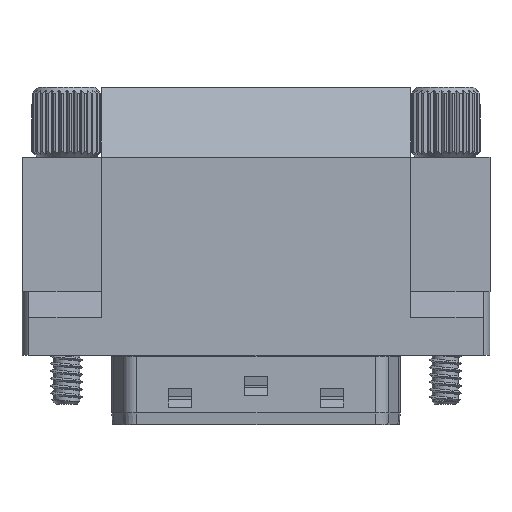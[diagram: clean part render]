
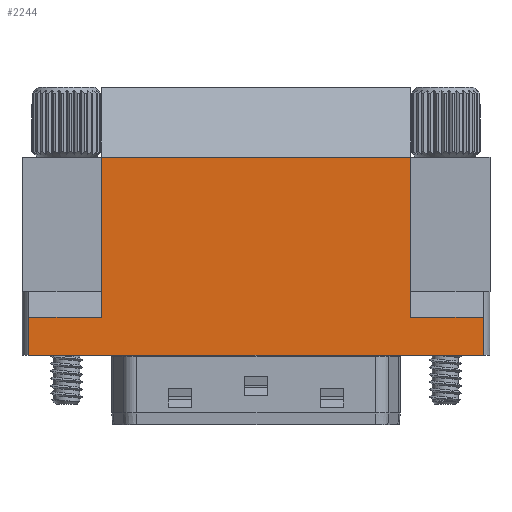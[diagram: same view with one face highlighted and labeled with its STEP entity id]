
A CAD part, front view. The second image highlights one B-rep face of the part: STEP entity #2244.
In plain terms, the highlighted planar face has unit normal (0, -1, 0).
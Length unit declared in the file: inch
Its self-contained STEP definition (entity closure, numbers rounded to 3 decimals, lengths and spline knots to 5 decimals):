
#193 = DIRECTION ( 'NONE',  ( 0., 0., 1. ) ) ;
#1109 = DIRECTION ( 'NONE',  ( 1., 0., 0. ) ) ;
#2244 = ADVANCED_FACE ( 'NONE', ( #48231 ), #52491, .F. ) ;
#2545 = DIRECTION ( 'NONE',  ( 1., 0., 0. ) ) ;
#7020 = VERTEX_POINT ( 'NONE', #65428 ) ;
#8935 = CARTESIAN_POINT ( 'NONE',  ( -0.52272, -0.30709, 0.12793 ) ) ;
#9129 = ORIENTED_EDGE ( 'NONE', *, *, #15774, .F. ) ;
#9289 = LINE ( 'NONE', #8935, #49935 ) ;
#9703 = ORIENTED_EDGE ( 'NONE', *, *, #11471, .F. ) ;
#10016 = EDGE_CURVE ( 'NONE', #60651, #24173, #47600, .T. ) ;
#11471 = EDGE_CURVE ( 'NONE', #24173, #34474, #34646, .T. ) ;
#13114 = VERTEX_POINT ( 'NONE', #56268 ) ;
#15528 = CARTESIAN_POINT ( 'NONE',  ( -0.52272, -0.30709, -0.25029 ) ) ;
#15774 = EDGE_CURVE ( 'NONE', #13114, #7020, #26066, .T. ) ;
#16130 = CARTESIAN_POINT ( 'NONE',  ( -0.76772, -0.30709, 0. ) ) ;
#17030 = DIRECTION ( 'NONE',  ( 0., 0., -1. ) ) ;
#19124 = DIRECTION ( 'NONE',  ( -1., 0., 0. ) ) ;
#19844 = VERTEX_POINT ( 'NONE', #23613 ) ;
#21124 = EDGE_LOOP ( 'NONE', ( #27004, #63988, #51454, #9703, #22251, #51902, #41939, #9129 ) ) ;
#21660 = CARTESIAN_POINT ( 'NONE',  ( 0.76772, -0.30709, 0.90551 ) ) ;
#21752 = EDGE_CURVE ( 'NONE', #65726, #7020, #22126, .T. ) ;
#22101 = CARTESIAN_POINT ( 'NONE',  ( 0.76772, -0.30709, 0.66951 ) ) ;
#22126 = LINE ( 'NONE', #22101, #53286 ) ;
#22251 = ORIENTED_EDGE ( 'NONE', *, *, #10016, .F. ) ;
#22684 = LINE ( 'NONE', #41213, #34642 ) ;
#23613 = CARTESIAN_POINT ( 'NONE',  ( -0.76772, -0.30709, 0.12793 ) ) ;
#24173 = VERTEX_POINT ( 'NONE', #50241 ) ;
#26066 = LINE ( 'NONE', #15528, #50864 ) ;
#26823 = VERTEX_POINT ( 'NONE', #16130 ) ;
#27004 = ORIENTED_EDGE ( 'NONE', *, *, #40614, .T. ) ;
#29274 = EDGE_CURVE ( 'NONE', #60651, #65726, #38301, .T. ) ;
#32835 = CARTESIAN_POINT ( 'NONE',  ( 0.76772, -0.30709, 0. ) ) ;
#33412 = EDGE_CURVE ( 'NONE', #19844, #26823, #22684, .T. ) ;
#34474 = VERTEX_POINT ( 'NONE', #32835 ) ;
#34642 = VECTOR ( 'NONE', #40757, 39.37008 ) ;
#34646 = LINE ( 'NONE', #63242, #59478 ) ;
#35389 = CARTESIAN_POINT ( 'NONE',  ( 0.52272, -0.30709, -0.25029 ) ) ;
#35810 = CARTESIAN_POINT ( 'NONE',  ( 0.52272, -0.30709, 0.66951 ) ) ;
#35911 = VECTOR ( 'NONE', #193, 39.37008 ) ;
#38301 = LINE ( 'NONE', #35389, #35911 ) ;
#40614 = EDGE_CURVE ( 'NONE', #13114, #19844, #9289, .T. ) ;
#40757 = DIRECTION ( 'NONE',  ( 0., 0., -1. ) ) ;
#41213 = CARTESIAN_POINT ( 'NONE',  ( -0.76772, -0.30709, 0.90551 ) ) ;
#41939 = ORIENTED_EDGE ( 'NONE', *, *, #21752, .T. ) ;
#41955 = DIRECTION ( 'NONE',  ( -1., 0., 0. ) ) ;
#42825 = DIRECTION ( 'NONE',  ( -1., 0., 0. ) ) ;
#46365 = CARTESIAN_POINT ( 'NONE',  ( 0.76772, -0.30709, 0. ) ) ;
#46433 = VECTOR ( 'NONE', #1109, 39.37008 ) ;
#47600 = LINE ( 'NONE', #53190, #58844 ) ;
#48231 = FACE_OUTER_BOUND ( 'NONE', #21124, .T. ) ;
#49935 = VECTOR ( 'NONE', #19124, 39.37008 ) ;
#50241 = CARTESIAN_POINT ( 'NONE',  ( 0.76772, -0.30709, 0.12793 ) ) ;
#50864 = VECTOR ( 'NONE', #61962, 39.37008 ) ;
#51454 = ORIENTED_EDGE ( 'NONE', *, *, #56621, .T. ) ;
#51825 = DIRECTION ( 'NONE',  ( 0., 1., 0. ) ) ;
#51902 = ORIENTED_EDGE ( 'NONE', *, *, #29274, .T. ) ;
#52491 = PLANE ( 'NONE',  #62576 ) ;
#53190 = CARTESIAN_POINT ( 'NONE',  ( 0.52272, -0.30709, 0.12793 ) ) ;
#53286 = VECTOR ( 'NONE', #42825, 39.37008 ) ;
#53670 = LINE ( 'NONE', #46365, #46433 ) ;
#56268 = CARTESIAN_POINT ( 'NONE',  ( -0.52272, -0.30709, 0.12793 ) ) ;
#56621 = EDGE_CURVE ( 'NONE', #26823, #34474, #53670, .T. ) ;
#58844 = VECTOR ( 'NONE', #2545, 39.37008 ) ;
#59478 = VECTOR ( 'NONE', #17030, 39.37008 ) ;
#60642 = CARTESIAN_POINT ( 'NONE',  ( 0.52272, -0.30709, 0.12793 ) ) ;
#60651 = VERTEX_POINT ( 'NONE', #60642 ) ;
#61962 = DIRECTION ( 'NONE',  ( 0., 0., 1. ) ) ;
#62576 = AXIS2_PLACEMENT_3D ( 'NONE', #21660, #51825, #41955 ) ;
#63242 = CARTESIAN_POINT ( 'NONE',  ( 0.76772, -0.30709, 0.90551 ) ) ;
#63988 = ORIENTED_EDGE ( 'NONE', *, *, #33412, .T. ) ;
#65428 = CARTESIAN_POINT ( 'NONE',  ( -0.52272, -0.30709, 0.66951 ) ) ;
#65726 = VERTEX_POINT ( 'NONE', #35810 ) ;
